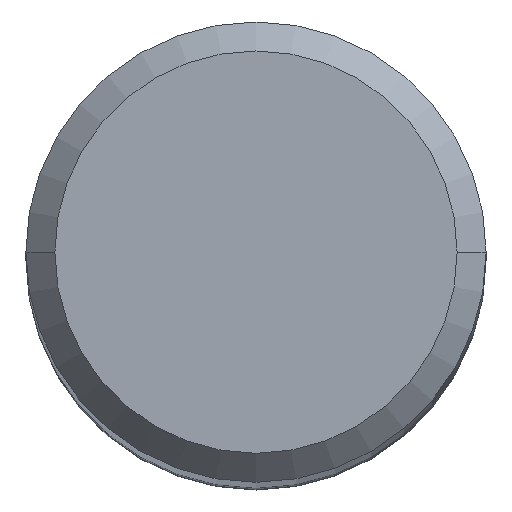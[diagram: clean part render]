
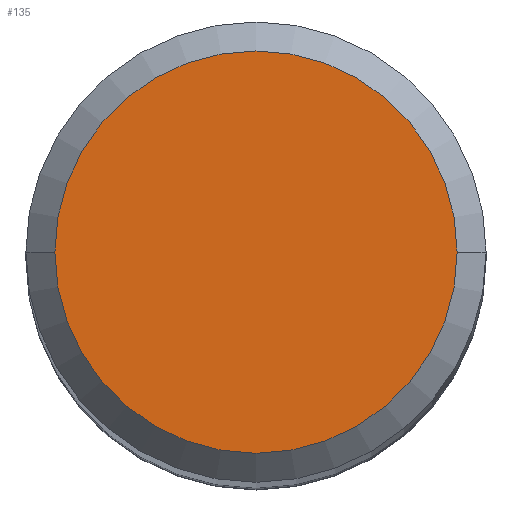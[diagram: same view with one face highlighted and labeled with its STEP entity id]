
A CAD part, top view. The second image highlights one B-rep face of the part: STEP entity #135.
In plain terms, the highlighted planar face has unit normal (0, 0, 1).
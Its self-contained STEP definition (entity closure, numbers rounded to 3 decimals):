
#30=PLANE('',#1023);
#135=ADVANCED_FACE('',(#196),#30,.F.);
#196=FACE_OUTER_BOUND('',#244,.T.);
#244=EDGE_LOOP('',(#415,#416,#417,#418));
#415=ORIENTED_EDGE('',*,*,#631,.F.);
#416=ORIENTED_EDGE('',*,*,#630,.F.);
#417=ORIENTED_EDGE('',*,*,#632,.F.);
#418=ORIENTED_EDGE('',*,*,#633,.F.);
#527=VERTEX_POINT('',#2401);
#528=VERTEX_POINT('',#2403);
#529=VERTEX_POINT('',#2405);
#530=VERTEX_POINT('',#2409);
#630=EDGE_CURVE('',#528,#529,#762,.T.);
#631=EDGE_CURVE('',#529,#527,#763,.T.);
#632=EDGE_CURVE('',#530,#528,#764,.T.);
#633=EDGE_CURVE('',#527,#530,#765,.T.);
#762=CIRCLE('',#1018,8.325);
#763=CIRCLE('',#1019,8.325);
#764=CIRCLE('',#1021,8.325);
#765=CIRCLE('',#1022,8.325);
#1018=AXIS2_PLACEMENT_3D('',#2404,#1249,#1250);
#1019=AXIS2_PLACEMENT_3D('',#2406,#1251,#1252);
#1021=AXIS2_PLACEMENT_3D('',#2408,#1255,#1256);
#1022=AXIS2_PLACEMENT_3D('',#2410,#1257,#1258);
#1023=AXIS2_PLACEMENT_3D('',#2411,#1259,#1260);
#1249=DIRECTION('',(0.,0.,-1.));
#1250=DIRECTION('',(-1.,0.,0.));
#1251=DIRECTION('',(0.,0.,-1.));
#1252=DIRECTION('',(0.,1.,0.));
#1255=DIRECTION('',(0.,0.,-1.));
#1256=DIRECTION('',(0.,-1.,0.));
#1257=DIRECTION('',(0.,0.,-1.));
#1258=DIRECTION('',(1.,0.,0.));
#1259=DIRECTION('',(0.,0.,-1.));
#1260=DIRECTION('',(-1.,0.,0.));
#2401=CARTESIAN_POINT('',(8.325,0.,0.));
#2403=CARTESIAN_POINT('',(-8.325,0.,0.));
#2404=CARTESIAN_POINT('',(0.,0.,0.));
#2405=CARTESIAN_POINT('',(0.,8.325,0.));
#2406=CARTESIAN_POINT('',(0.,0.,0.));
#2408=CARTESIAN_POINT('',(0.,0.,0.));
#2409=CARTESIAN_POINT('',(0.,-8.325,0.));
#2410=CARTESIAN_POINT('',(0.,0.,0.));
#2411=CARTESIAN_POINT('',(0.,0.,0.));
